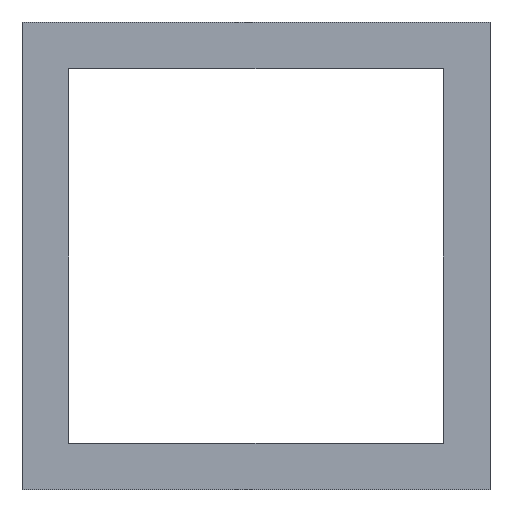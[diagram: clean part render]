
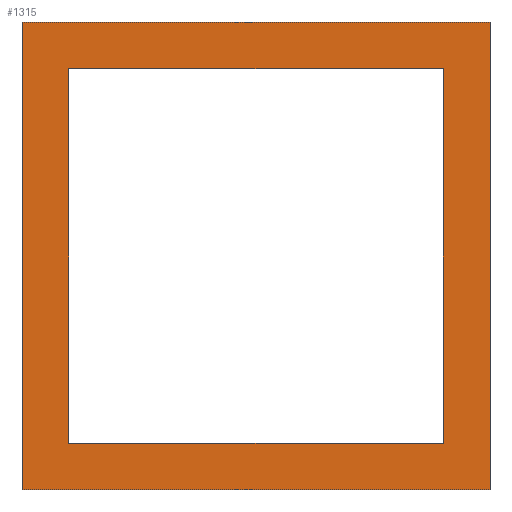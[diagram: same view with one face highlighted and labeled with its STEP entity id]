
A CAD part, front view. The second image highlights one B-rep face of the part: STEP entity #1315.
In plain terms, the highlighted planar face has unit normal (0, -1, 0).
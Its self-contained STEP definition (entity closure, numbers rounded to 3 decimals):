
#23 = ORIENTED_EDGE ( 'NONE', *, *, #1462, .F. ) ;
#30 = DIRECTION ( 'NONE',  ( 1., 0., 0. ) ) ;
#34 = CARTESIAN_POINT ( 'NONE',  ( -158., 572.817, 18. ) ) ;
#48 = ORIENTED_EDGE ( 'NONE', *, *, #2133, .T. ) ;
#55 = CARTESIAN_POINT ( 'NONE',  ( -140., 572.817, 20. ) ) ;
#97 = EDGE_LOOP ( 'NONE', ( #768, #23, #1313, #2166 ) ) ;
#118 = VERTEX_POINT ( 'NONE', #304 ) ;
#119 = DIRECTION ( 'NONE',  ( 0., 0., 1. ) ) ;
#136 = LINE ( 'NONE', #1241, #1198 ) ;
#152 = CARTESIAN_POINT ( 'NONE',  ( -142., 572.817, 20. ) ) ;
#195 = CARTESIAN_POINT ( 'NONE',  ( -140., 572.817, 20. ) ) ;
#203 = DIRECTION ( 'NONE',  ( 1., 0., 0. ) ) ;
#303 = VECTOR ( 'NONE', #1235, 1000. ) ;
#304 = CARTESIAN_POINT ( 'NONE',  ( -142., 572.817, 18. ) ) ;
#348 = LINE ( 'NONE', #1113, #782 ) ;
#351 = EDGE_CURVE ( 'NONE', #1723, #638, #348, .T. ) ;
#361 = LINE ( 'NONE', #195, #1550 ) ;
#370 = DIRECTION ( 'NONE',  ( 0., 0., -1. ) ) ;
#460 = FACE_BOUND ( 'NONE', #2104, .T. ) ;
#526 = VERTEX_POINT ( 'NONE', #34 ) ;
#596 = VERTEX_POINT ( 'NONE', #1875 ) ;
#638 = VERTEX_POINT ( 'NONE', #2072 ) ;
#675 = VECTOR ( 'NONE', #1714, 1000. ) ;
#694 = EDGE_CURVE ( 'NONE', #638, #2430, #136, .T. ) ;
#768 = ORIENTED_EDGE ( 'NONE', *, *, #694, .T. ) ;
#782 = VECTOR ( 'NONE', #1555, 1000. ) ;
#840 = PLANE ( 'NONE',  #1419 ) ;
#841 = CARTESIAN_POINT ( 'NONE',  ( -158., 572.817, 2. ) ) ;
#878 = CARTESIAN_POINT ( 'NONE',  ( -160., 572.817, 20. ) ) ;
#922 = VERTEX_POINT ( 'NONE', #841 ) ;
#923 = LINE ( 'NONE', #55, #303 ) ;
#1079 = DIRECTION ( 'NONE',  ( 0., 0., -1. ) ) ;
#1090 = LINE ( 'NONE', #152, #675 ) ;
#1113 = CARTESIAN_POINT ( 'NONE',  ( -160., 572.817, 20. ) ) ;
#1176 = CARTESIAN_POINT ( 'NONE',  ( -140., 572.817, 20. ) ) ;
#1198 = VECTOR ( 'NONE', #1687, 1000. ) ;
#1226 = VECTOR ( 'NONE', #30, 1000. ) ;
#1235 = DIRECTION ( 'NONE',  ( 1., 0., 0. ) ) ;
#1241 = CARTESIAN_POINT ( 'NONE',  ( -140., 572.817, 0. ) ) ;
#1313 = ORIENTED_EDGE ( 'NONE', *, *, #2312, .F. ) ;
#1315 = ADVANCED_FACE ( 'NONE', ( #1827, #460 ), #840, .F. ) ;
#1363 = LINE ( 'NONE', #2144, #1226 ) ;
#1373 = ORIENTED_EDGE ( 'NONE', *, *, #2258, .F. ) ;
#1393 = CARTESIAN_POINT ( 'NONE',  ( 0., 572.817, 18. ) ) ;
#1419 = AXIS2_PLACEMENT_3D ( 'NONE', #1628, #2425, #119 ) ;
#1462 = EDGE_CURVE ( 'NONE', #1627, #2430, #361, .T. ) ;
#1550 = VECTOR ( 'NONE', #370, 1000. ) ;
#1555 = DIRECTION ( 'NONE',  ( 0., 0., -1. ) ) ;
#1591 = LINE ( 'NONE', #1393, #2247 ) ;
#1627 = VERTEX_POINT ( 'NONE', #1176 ) ;
#1628 = CARTESIAN_POINT ( 'NONE',  ( -140., 572.817, 20. ) ) ;
#1687 = DIRECTION ( 'NONE',  ( 1., 0., 0. ) ) ;
#1714 = DIRECTION ( 'NONE',  ( 0., 0., -1. ) ) ;
#1723 = VERTEX_POINT ( 'NONE', #878 ) ;
#1827 = FACE_OUTER_BOUND ( 'NONE', #97, .T. ) ;
#1830 = CARTESIAN_POINT ( 'NONE',  ( -158., 572.817, 20. ) ) ;
#1875 = CARTESIAN_POINT ( 'NONE',  ( -142., 572.817, 2. ) ) ;
#1964 = EDGE_CURVE ( 'NONE', #526, #118, #1591, .T. ) ;
#2042 = VECTOR ( 'NONE', #1079, 1000. ) ;
#2072 = CARTESIAN_POINT ( 'NONE',  ( -160., 572.817, 0. ) ) ;
#2099 = EDGE_CURVE ( 'NONE', #526, #922, #2462, .T. ) ;
#2104 = EDGE_LOOP ( 'NONE', ( #1373, #2217, #2168, #48 ) ) ;
#2133 = EDGE_CURVE ( 'NONE', #118, #596, #1090, .T. ) ;
#2144 = CARTESIAN_POINT ( 'NONE',  ( 0., 572.817, 2. ) ) ;
#2166 = ORIENTED_EDGE ( 'NONE', *, *, #351, .T. ) ;
#2168 = ORIENTED_EDGE ( 'NONE', *, *, #1964, .T. ) ;
#2217 = ORIENTED_EDGE ( 'NONE', *, *, #2099, .F. ) ;
#2247 = VECTOR ( 'NONE', #203, 1000. ) ;
#2258 = EDGE_CURVE ( 'NONE', #922, #596, #1363, .T. ) ;
#2312 = EDGE_CURVE ( 'NONE', #1723, #1627, #923, .T. ) ;
#2410 = CARTESIAN_POINT ( 'NONE',  ( -140., 572.817, 0. ) ) ;
#2425 = DIRECTION ( 'NONE',  ( 0., 1., 0. ) ) ;
#2430 = VERTEX_POINT ( 'NONE', #2410 ) ;
#2462 = LINE ( 'NONE', #1830, #2042 ) ;
